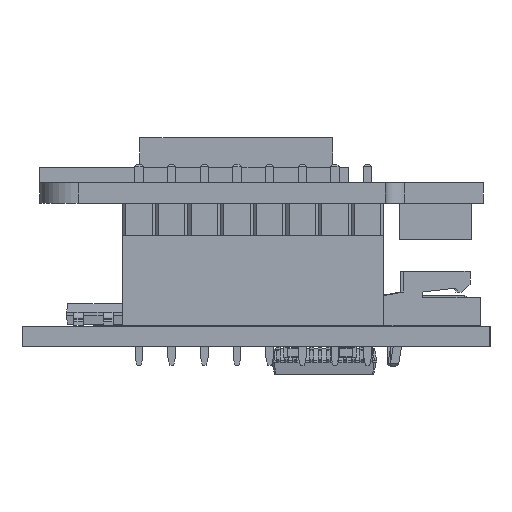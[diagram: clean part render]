
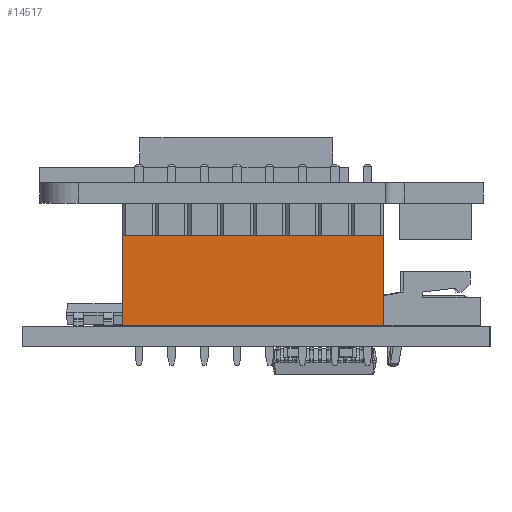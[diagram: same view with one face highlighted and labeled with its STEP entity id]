
A CAD part, left-side view. The second image highlights one B-rep face of the part: STEP entity #14517.
In plain terms, the highlighted planar face has unit normal (-1, 0, 0).
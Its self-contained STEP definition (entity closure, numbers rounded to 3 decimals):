
#13494 = VERTEX_POINT('',#13495);
#13495 = CARTESIAN_POINT('',(-1.27,-19.05,0.));
#13503 = EDGE_CURVE('',#13494,#13504,#13506,.T.);
#13504 = VERTEX_POINT('',#13505);
#13505 = CARTESIAN_POINT('',(-1.27,-19.05,7.));
#13506 = LINE('',#13507,#13508);
#13507 = CARTESIAN_POINT('',(-1.27,-19.05,0.));
#13508 = VECTOR('',#13509,1.);
#13509 = DIRECTION('',(0.,0.,1.));
#13566 = VERTEX_POINT('',#13567);
#13567 = CARTESIAN_POINT('',(-1.27,1.27,7.));
#13573 = EDGE_CURVE('',#13574,#13566,#13576,.T.);
#13574 = VERTEX_POINT('',#13575);
#13575 = CARTESIAN_POINT('',(-1.27,1.27,0.));
#13576 = LINE('',#13577,#13578);
#13577 = CARTESIAN_POINT('',(-1.27,1.27,0.));
#13578 = VECTOR('',#13579,1.);
#13579 = DIRECTION('',(0.,0.,1.));
#13638 = EDGE_CURVE('',#13566,#13504,#13639,.T.);
#13639 = LINE('',#13640,#13641);
#13640 = CARTESIAN_POINT('',(-1.27,1.27,7.));
#13641 = VECTOR('',#13642,1.);
#13642 = DIRECTION('',(0.,-1.,0.));
#13932 = EDGE_CURVE('',#13574,#13494,#13933,.T.);
#13933 = LINE('',#13934,#13935);
#13934 = CARTESIAN_POINT('',(-1.27,1.27,0.));
#13935 = VECTOR('',#13936,1.);
#13936 = DIRECTION('',(0.,-1.,0.));
#14517 = ADVANCED_FACE('',(#14518),#14524,.F.);
#14518 = FACE_BOUND('',#14519,.F.);
#14519 = EDGE_LOOP('',(#14520,#14521,#14522,#14523));
#14520 = ORIENTED_EDGE('',*,*,#13573,.T.);
#14521 = ORIENTED_EDGE('',*,*,#13638,.T.);
#14522 = ORIENTED_EDGE('',*,*,#13503,.F.);
#14523 = ORIENTED_EDGE('',*,*,#13932,.F.);
#14524 = PLANE('',#14525);
#14525 = AXIS2_PLACEMENT_3D('',#14526,#14527,#14528);
#14526 = CARTESIAN_POINT('',(-1.27,1.27,0.));
#14527 = DIRECTION('',(1.,0.,0.));
#14528 = DIRECTION('',(0.,-1.,0.));
